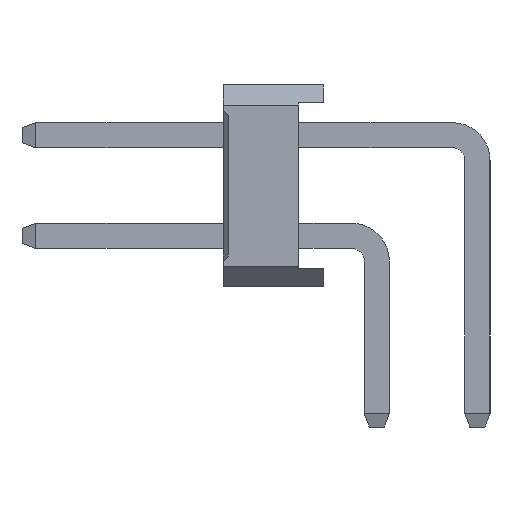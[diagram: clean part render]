
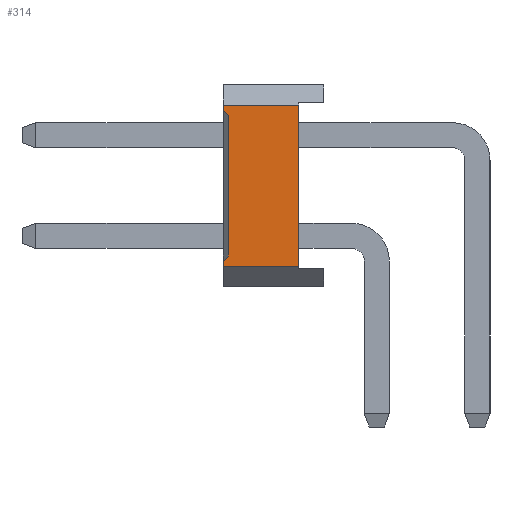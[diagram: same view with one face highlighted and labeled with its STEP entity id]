
A CAD part, left-side view. The second image highlights one B-rep face of the part: STEP entity #314.
In plain terms, the highlighted planar face has unit normal (-1, 0, 0).
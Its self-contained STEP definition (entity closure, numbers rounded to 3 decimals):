
#314=ADVANCED_FACE('',(#5060),#5062,.T.);
#5060=FACE_BOUND('',#5061,.T.);
#5061=EDGE_LOOP('',(#8909,#8910,#8911,#8912,#8913,#8914,#8915,#8916));
#5062=PLANE('',#5063);
#5063=AXIS2_PLACEMENT_3D('',#5064,#5065,#5066);
#5064=CARTESIAN_POINT('',(-1.,1.05,0.4));
#5065=DIRECTION('',(-1.,0.,0.));
#5066=DIRECTION('',(0.,0.,1.));
#8909=ORIENTED_EDGE('',*,*,#11457,.F.);
#8910=ORIENTED_EDGE('',*,*,#11458,.T.);
#8911=ORIENTED_EDGE('',*,*,#11459,.F.);
#8912=ORIENTED_EDGE('',*,*,#11223,.F.);
#8913=ORIENTED_EDGE('',*,*,#11455,.F.);
#8914=ORIENTED_EDGE('',*,*,#11460,.T.);
#8915=ORIENTED_EDGE('',*,*,#11461,.T.);
#8916=ORIENTED_EDGE('',*,*,#11227,.F.);
#11223=EDGE_CURVE('',#12554,#12556,#12557,.T.);
#11227=EDGE_CURVE('',#12562,#12564,#12565,.T.);
#11455=EDGE_CURVE('',#12990,#12554,#12992,.T.);
#11457=EDGE_CURVE('',#12994,#12562,#12995,.F.);
#11458=EDGE_CURVE('',#12994,#12996,#12997,.T.);
#11459=EDGE_CURVE('',#12556,#12996,#12998,.F.);
#11460=EDGE_CURVE('',#12990,#12999,#13000,.T.);
#11461=EDGE_CURVE('',#12999,#12564,#13001,.T.);
#12554=VERTEX_POINT('',#14734);
#12556=VERTEX_POINT('',#14738);
#12557=LINE('',#14739,#14740);
#12562=VERTEX_POINT('',#14750);
#12564=VERTEX_POINT('',#14754);
#12565=LINE('',#14755,#14756);
#12990=VERTEX_POINT('',#15634);
#12992=LINE('',#15638,#15639);
#12994=VERTEX_POINT('',#15644);
#12995=LINE('',#15645,#15646);
#12996=VERTEX_POINT('',#15648);
#12997=LINE('',#15649,#15650);
#12998=LINE('',#15652,#15653);
#12999=VERTEX_POINT('',#15655);
#13000=LINE('',#15656,#15657);
#13001=LINE('',#15659,#15660);
#14734=CARTESIAN_POINT('',(-1.,3.05,0.4));
#14738=CARTESIAN_POINT('',(-1.,3.05,0.5));
#14739=CARTESIAN_POINT('',(-1.,3.05,0.4));
#14740=VECTOR('',#14741,1.);
#14741=DIRECTION('',(0.,0.,1.));
#14750=CARTESIAN_POINT('',(-1.,3.05,3.5));
#14754=CARTESIAN_POINT('',(-1.,3.05,3.6));
#14755=CARTESIAN_POINT('',(-1.,3.05,3.5));
#14756=VECTOR('',#14757,1.);
#14757=DIRECTION('',(0.,0.,1.));
#15634=CARTESIAN_POINT('',(-1.,1.55,0.4));
#15638=CARTESIAN_POINT('',(-1.,1.55,0.4));
#15639=VECTOR('',#15640,1.);
#15640=DIRECTION('',(0.,1.,0.));
#15644=CARTESIAN_POINT('',(-1.,2.95,3.4));
#15645=CARTESIAN_POINT('',(-1.,3.05,3.5));
#15646=VECTOR('',#15647,1.);
#15647=DIRECTION('',(0.,-0.707,-0.707));
#15648=CARTESIAN_POINT('',(-1.,2.95,0.6));
#15649=CARTESIAN_POINT('',(-1.,2.95,3.4));
#15650=VECTOR('',#15651,1.);
#15651=DIRECTION('',(0.,0.,-1.));
#15652=CARTESIAN_POINT('',(-1.,2.95,0.6));
#15653=VECTOR('',#15654,1.);
#15654=DIRECTION('',(0.,0.707,-0.707));
#15655=CARTESIAN_POINT('',(-1.,1.55,3.6));
#15656=CARTESIAN_POINT('',(-1.,1.55,0.4));
#15657=VECTOR('',#15658,1.);
#15658=DIRECTION('',(0.,0.,1.));
#15659=CARTESIAN_POINT('',(-1.,1.55,3.6));
#15660=VECTOR('',#15661,1.);
#15661=DIRECTION('',(0.,1.,0.));
